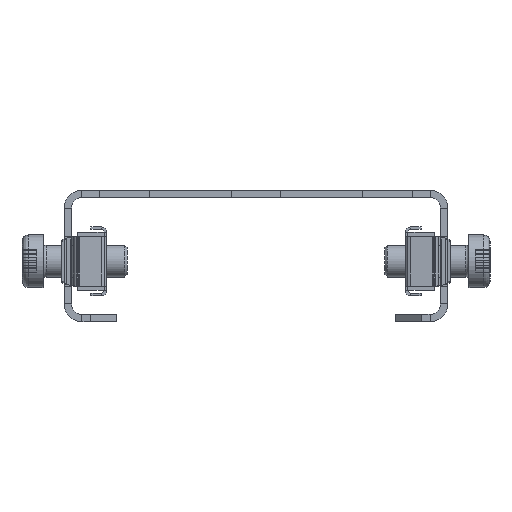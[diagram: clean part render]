
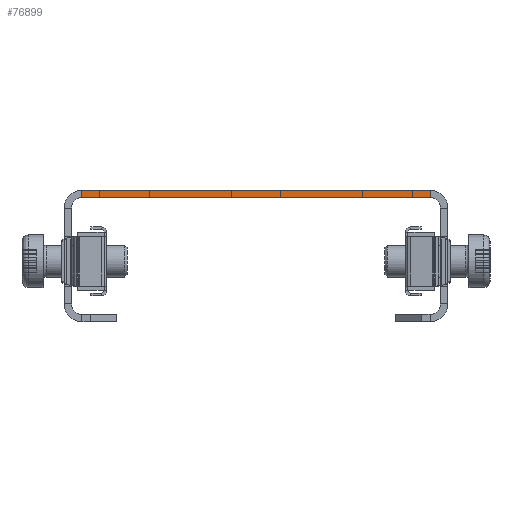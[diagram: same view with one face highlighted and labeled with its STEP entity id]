
A CAD part, left-side view. The second image highlights one B-rep face of the part: STEP entity #76899.
In plain terms, the highlighted planar face has unit normal (-1, 0, 0).
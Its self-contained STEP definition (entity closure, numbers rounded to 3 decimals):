
#2235 = CARTESIAN_POINT ( 'NONE',  ( -645.5, -33.1, 11.1 ) ) ;
#11030 = EDGE_CURVE ( 'NONE', #34613, #49302, #75016, .T. ) ;
#11897 = CARTESIAN_POINT ( 'NONE',  ( -645.5, 33.1, 12.5 ) ) ;
#15776 = LINE ( 'NONE', #43930, #42623 ) ;
#16682 = DIRECTION ( 'NONE',  ( 0., 0., 1. ) ) ;
#19240 = CARTESIAN_POINT ( 'NONE',  ( -645.5, 33.1, 11.1 ) ) ;
#19528 = ORIENTED_EDGE ( 'NONE', *, *, #22382, .F. ) ;
#19544 = LINE ( 'NONE', #19934, #48265 ) ;
#19731 = EDGE_CURVE ( 'NONE', #69403, #34613, #15776, .T. ) ;
#19934 = CARTESIAN_POINT ( 'NONE',  ( -645.5, 36.5, 11.1 ) ) ;
#22177 = AXIS2_PLACEMENT_3D ( 'NONE', #60955, #37903, #55771 ) ;
#22382 = EDGE_CURVE ( 'NONE', #50677, #49302, #19544, .T. ) ;
#27317 = VECTOR ( 'NONE', #16682, 1000. ) ;
#33792 = CARTESIAN_POINT ( 'NONE',  ( -645.5, -33.1, 12.5 ) ) ;
#34519 = CARTESIAN_POINT ( 'NONE',  ( -645.5, -33.1, 11.1 ) ) ;
#34613 = VERTEX_POINT ( 'NONE', #40615 ) ;
#35230 = ORIENTED_EDGE ( 'NONE', *, *, #37542, .T. ) ;
#37542 = EDGE_CURVE ( 'NONE', #50677, #69403, #71789, .T. ) ;
#37903 = DIRECTION ( 'NONE',  ( -1., 0., 0. ) ) ;
#40615 = CARTESIAN_POINT ( 'NONE',  ( -645.5, 33.1, 12.5 ) ) ;
#40923 = FACE_OUTER_BOUND ( 'NONE', #54237, .T. ) ;
#42623 = VECTOR ( 'NONE', #49654, 1000. ) ;
#43062 = PLANE ( 'NONE',  #22177 ) ;
#43930 = CARTESIAN_POINT ( 'NONE',  ( -645.5, 36.5, 12.5 ) ) ;
#48265 = VECTOR ( 'NONE', #49965, 1000. ) ;
#49302 = VERTEX_POINT ( 'NONE', #19240 ) ;
#49654 = DIRECTION ( 'NONE',  ( 0., 1., 0. ) ) ;
#49965 = DIRECTION ( 'NONE',  ( 0., 1., 0. ) ) ;
#50677 = VERTEX_POINT ( 'NONE', #2235 ) ;
#54237 = EDGE_LOOP ( 'NONE', ( #55903, #57244, #19528, #35230 ) ) ;
#55771 = DIRECTION ( 'NONE',  ( 0., 0., 1. ) ) ;
#55903 = ORIENTED_EDGE ( 'NONE', *, *, #19731, .T. ) ;
#57244 = ORIENTED_EDGE ( 'NONE', *, *, #11030, .T. ) ;
#60955 = CARTESIAN_POINT ( 'NONE',  ( -645.5, 35.1, 9.1 ) ) ;
#69403 = VERTEX_POINT ( 'NONE', #33792 ) ;
#71789 = LINE ( 'NONE', #34519, #27317 ) ;
#75016 = LINE ( 'NONE', #11897, #75821 ) ;
#75821 = VECTOR ( 'NONE', #76633, 1000. ) ;
#76633 = DIRECTION ( 'NONE',  ( 0., 0., -1. ) ) ;
#76899 = ADVANCED_FACE ( 'NONE', ( #40923 ), #43062, .T. ) ;
